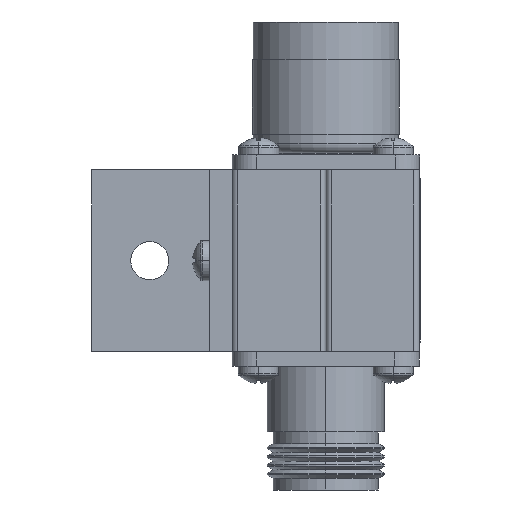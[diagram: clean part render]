
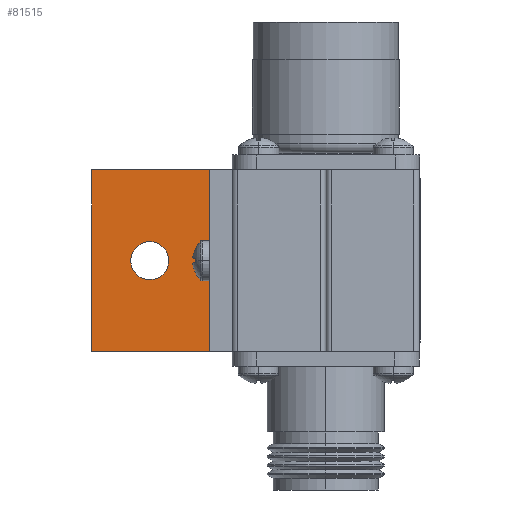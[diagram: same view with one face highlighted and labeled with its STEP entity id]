
A CAD part, left-side view. The second image highlights one B-rep face of the part: STEP entity #81515.
In plain terms, the highlighted face is planar.
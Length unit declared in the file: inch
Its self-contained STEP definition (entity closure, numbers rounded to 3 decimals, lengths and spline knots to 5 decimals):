
#1895 = EDGE_LOOP ( 'NONE', ( #79179, #15529 ) ) ;
#2330 = LINE ( 'NONE', #91754, #32539 ) ;
#7518 = FACE_OUTER_BOUND ( 'NONE', #74784, .T. ) ;
#8036 = DIRECTION ( 'NONE',  ( 0., 0., 1. ) ) ;
#9030 = EDGE_CURVE ( 'NONE', #55555, #52072, #57224, .T. ) ;
#10273 = ORIENTED_EDGE ( 'NONE', *, *, #9030, .F. ) ;
#12739 = AXIS2_PLACEMENT_3D ( 'NONE', #29820, #14310, #22319 ) ;
#14310 = DIRECTION ( 'NONE',  ( 0., 1., 0. ) ) ;
#15529 = ORIENTED_EDGE ( 'NONE', *, *, #30034, .F. ) ;
#16858 = DIRECTION ( 'NONE',  ( 1., 0., 0. ) ) ;
#18921 = CIRCLE ( 'NONE', #70002, 0.1015 ) ;
#19802 = VERTEX_POINT ( 'NONE', #69707 ) ;
#22319 = DIRECTION ( 'NONE',  ( 0., 0., 1. ) ) ;
#23536 = PLANE ( 'NONE',  #81684 ) ;
#23949 = CIRCLE ( 'NONE', #12739, 0.1015 ) ;
#25519 = DIRECTION ( 'NONE',  ( 0., 1., 0. ) ) ;
#29820 = CARTESIAN_POINT ( 'NONE',  ( 0.44, 0.12, 0. ) ) ;
#30034 = EDGE_CURVE ( 'NONE', #67999, #55114, #18921, .T. ) ;
#31760 = DIRECTION ( 'NONE',  ( 0., 0., -1. ) ) ;
#32404 = VECTOR ( 'NONE', #31760, 39.37008 ) ;
#32539 = VECTOR ( 'NONE', #47744, 39.37008 ) ;
#33297 = CARTESIAN_POINT ( 'NONE',  ( 0., 0.12, -0.485 ) ) ;
#34532 = VECTOR ( 'NONE', #16858, 39.37008 ) ;
#41110 = EDGE_CURVE ( 'NONE', #82996, #19802, #2330, .T. ) ;
#41115 = VECTOR ( 'NONE', #66398, 39.37008 ) ;
#42920 = CARTESIAN_POINT ( 'NONE',  ( 0.75, 0.12, 0.485 ) ) ;
#44873 = ORIENTED_EDGE ( 'NONE', *, *, #69650, .F. ) ;
#45981 = CARTESIAN_POINT ( 'NONE',  ( 0., 0.12, 0.485 ) ) ;
#47744 = DIRECTION ( 'NONE',  ( 1., 0., 0. ) ) ;
#49018 = CARTESIAN_POINT ( 'NONE',  ( 0.44, 0.12, -0.1015 ) ) ;
#49429 = CARTESIAN_POINT ( 'NONE',  ( 0.12, 0.12, 0.485 ) ) ;
#51977 = ORIENTED_EDGE ( 'NONE', *, *, #62356, .T. ) ;
#52072 = VERTEX_POINT ( 'NONE', #89563 ) ;
#55014 = EDGE_CURVE ( 'NONE', #55114, #67999, #23949, .T. ) ;
#55114 = VERTEX_POINT ( 'NONE', #98667 ) ;
#55404 = DIRECTION ( 'NONE',  ( 0., 0., 1. ) ) ;
#55555 = VERTEX_POINT ( 'NONE', #60485 ) ;
#57224 = LINE ( 'NONE', #33297, #34532 ) ;
#60485 = CARTESIAN_POINT ( 'NONE',  ( 0.12, 0.12, -0.485 ) ) ;
#62356 = EDGE_CURVE ( 'NONE', #19802, #52072, #96787, .T. ) ;
#66398 = DIRECTION ( 'NONE',  ( 0., 0., -1. ) ) ;
#67999 = VERTEX_POINT ( 'NONE', #49018 ) ;
#69650 = EDGE_CURVE ( 'NONE', #82996, #55555, #77268, .T. ) ;
#69707 = CARTESIAN_POINT ( 'NONE',  ( 0.75, 0.12, 0.485 ) ) ;
#70002 = AXIS2_PLACEMENT_3D ( 'NONE', #94870, #25519, #55404 ) ;
#73531 = ORIENTED_EDGE ( 'NONE', *, *, #41110, .T. ) ;
#74784 = EDGE_LOOP ( 'NONE', ( #10273, #44873, #73531, #51977 ) ) ;
#75978 = FACE_BOUND ( 'NONE', #1895, .T. ) ;
#76487 = DIRECTION ( 'NONE',  ( 0., 1., 0. ) ) ;
#77268 = LINE ( 'NONE', #92204, #32404 ) ;
#79179 = ORIENTED_EDGE ( 'NONE', *, *, #55014, .F. ) ;
#81515 = ADVANCED_FACE ( 'NONE', ( #75978, #7518 ), #23536, .T. ) ;
#81684 = AXIS2_PLACEMENT_3D ( 'NONE', #45981, #76487, #8036 ) ;
#82996 = VERTEX_POINT ( 'NONE', #49429 ) ;
#89563 = CARTESIAN_POINT ( 'NONE',  ( 0.75, 0.12, -0.485 ) ) ;
#91754 = CARTESIAN_POINT ( 'NONE',  ( 0., 0.12, 0.485 ) ) ;
#92204 = CARTESIAN_POINT ( 'NONE',  ( 0.12, 0.12, 0.485 ) ) ;
#94870 = CARTESIAN_POINT ( 'NONE',  ( 0.44, 0.12, 0. ) ) ;
#96787 = LINE ( 'NONE', #42920, #41115 ) ;
#98667 = CARTESIAN_POINT ( 'NONE',  ( 0.44, 0.12, 0.1015 ) ) ;
